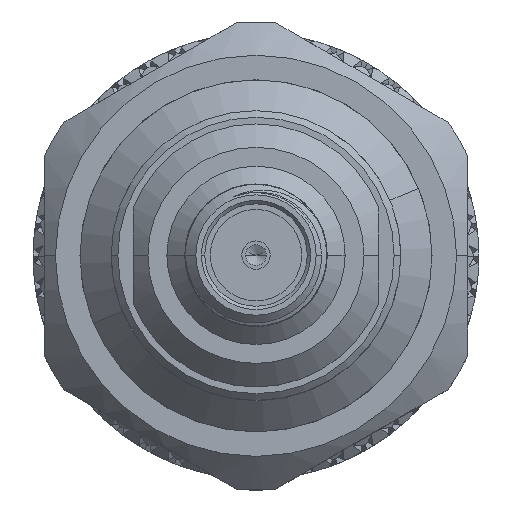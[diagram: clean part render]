
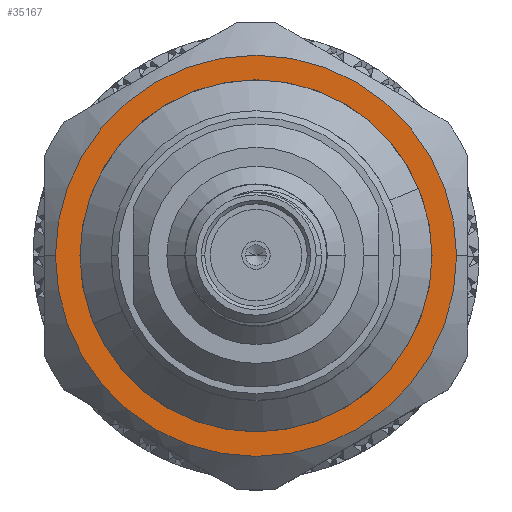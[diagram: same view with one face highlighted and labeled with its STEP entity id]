
A CAD part, top view. The second image highlights one B-rep face of the part: STEP entity #35167.
In plain terms, the highlighted face is planar.
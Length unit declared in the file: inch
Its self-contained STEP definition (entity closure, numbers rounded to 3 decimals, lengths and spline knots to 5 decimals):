
#1621 = CIRCLE ( 'NONE', #45563, 0.31102 ) ;
#3026 = CIRCLE ( 'NONE', #7046, 0.35433 ) ;
#7046 = AXIS2_PLACEMENT_3D ( 'NONE', #42527, #46262, #19547 ) ;
#7619 = FACE_BOUND ( 'NONE', #20819, .T. ) ;
#7806 = CARTESIAN_POINT ( 'NONE',  ( -0.35433, 0., 0. ) ) ;
#11487 = DIRECTION ( 'NONE',  ( -1., 0., 0. ) ) ;
#11613 = CARTESIAN_POINT ( 'NONE',  ( 0., 0., 0. ) ) ;
#14283 = ORIENTED_EDGE ( 'NONE', *, *, #23095, .T. ) ;
#15264 = CARTESIAN_POINT ( 'NONE',  ( 0., 0., 0. ) ) ;
#15636 = PLANE ( 'NONE',  #35330 ) ;
#19384 = DIRECTION ( 'NONE',  ( 1., 0., 0. ) ) ;
#19547 = DIRECTION ( 'NONE',  ( 1., 0., 0. ) ) ;
#19831 = CIRCLE ( 'NONE', #21467, 0.35433 ) ;
#20563 = EDGE_LOOP ( 'NONE', ( #49038, #14283 ) ) ;
#20819 = EDGE_LOOP ( 'NONE', ( #43137, #32227 ) ) ;
#21467 = AXIS2_PLACEMENT_3D ( 'NONE', #44837, #29854, #45075 ) ;
#23095 = EDGE_CURVE ( 'NONE', #27022, #35705, #19831, .T. ) ;
#25113 = EDGE_CURVE ( 'NONE', #35705, #27022, #3026, .T. ) ;
#26253 = EDGE_CURVE ( 'NONE', #41435, #30456, #42888, .T. ) ;
#27022 = VERTEX_POINT ( 'NONE', #7806 ) ;
#29441 = CARTESIAN_POINT ( 'NONE',  ( 0., 0., 0. ) ) ;
#29854 = DIRECTION ( 'NONE',  ( 0., 0., -1. ) ) ;
#29908 = FACE_OUTER_BOUND ( 'NONE', #20563, .T. ) ;
#30456 = VERTEX_POINT ( 'NONE', #31461 ) ;
#30509 = DIRECTION ( 'NONE',  ( 0., 0., -1. ) ) ;
#31445 = CARTESIAN_POINT ( 'NONE',  ( 0.35433, 0., 0. ) ) ;
#31461 = CARTESIAN_POINT ( 'NONE',  ( 0.31102, 0., 0. ) ) ;
#32227 = ORIENTED_EDGE ( 'NONE', *, *, #36754, .F. ) ;
#33696 = CARTESIAN_POINT ( 'NONE',  ( -0.31102, 0., 0. ) ) ;
#35167 = ADVANCED_FACE ( 'NONE', ( #29908, #7619 ), #15636, .F. ) ;
#35330 = AXIS2_PLACEMENT_3D ( 'NONE', #11613, #46089, #19384 ) ;
#35705 = VERTEX_POINT ( 'NONE', #31445 ) ;
#36754 = EDGE_CURVE ( 'NONE', #30456, #41435, #1621, .T. ) ;
#41435 = VERTEX_POINT ( 'NONE', #33696 ) ;
#42066 = AXIS2_PLACEMENT_3D ( 'NONE', #15264, #30509, #11487 ) ;
#42527 = CARTESIAN_POINT ( 'NONE',  ( 0., 0., 0. ) ) ;
#42888 = CIRCLE ( 'NONE', #42066, 0.31102 ) ;
#43137 = ORIENTED_EDGE ( 'NONE', *, *, #26253, .F. ) ;
#44662 = DIRECTION ( 'NONE',  ( 0., 0., -1. ) ) ;
#44837 = CARTESIAN_POINT ( 'NONE',  ( 0., 0., 0. ) ) ;
#45075 = DIRECTION ( 'NONE',  ( 1., 0., 0. ) ) ;
#45146 = DIRECTION ( 'NONE',  ( -1., 0., 0. ) ) ;
#45563 = AXIS2_PLACEMENT_3D ( 'NONE', #29441, #44662, #45146 ) ;
#46089 = DIRECTION ( 'NONE',  ( 0., 0., 1. ) ) ;
#46262 = DIRECTION ( 'NONE',  ( 0., 0., -1. ) ) ;
#49038 = ORIENTED_EDGE ( 'NONE', *, *, #25113, .T. ) ;
